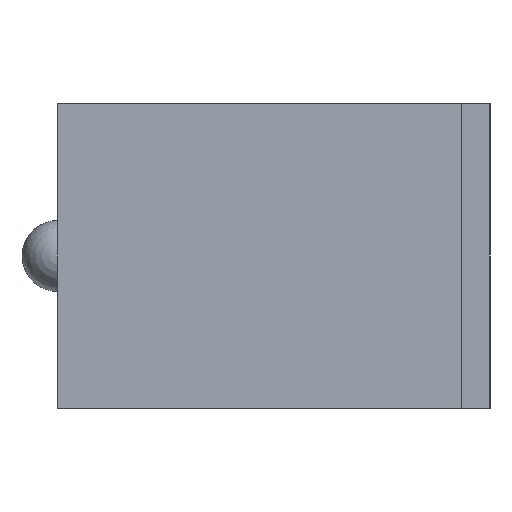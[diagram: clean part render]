
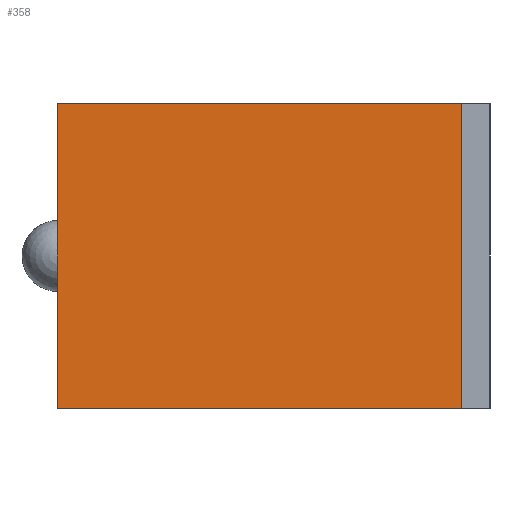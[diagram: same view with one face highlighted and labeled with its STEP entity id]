
A CAD part, left-side view. The second image highlights one B-rep face of the part: STEP entity #358.
In plain terms, the highlighted planar face has unit normal (-1, 0, 0).
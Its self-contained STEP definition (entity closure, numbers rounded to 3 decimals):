
#29 = LINE ( 'NONE', #496, #525 ) ;
#37 = EDGE_CURVE ( 'NONE', #700, #575, #536, .T. ) ;
#71 = CARTESIAN_POINT ( 'NONE',  ( 29.3, 30.5, 0. ) ) ;
#77 = DIRECTION ( 'NONE',  ( 0., -1., 0. ) ) ;
#134 = CARTESIAN_POINT ( 'NONE',  ( 29.3, 30.5, 21.5 ) ) ;
#206 = DIRECTION ( 'NONE',  ( 0., -1., 0. ) ) ;
#215 = DIRECTION ( 'NONE',  ( -1., 0., 0. ) ) ;
#265 = AXIS2_PLACEMENT_3D ( 'NONE', #71, #215, #727 ) ;
#306 = CARTESIAN_POINT ( 'NONE',  ( 29.3, 2., 0. ) ) ;
#319 = CARTESIAN_POINT ( 'NONE',  ( 29.3, 30.5, 21.5 ) ) ;
#326 = ORIENTED_EDGE ( 'NONE', *, *, #540, .F. ) ;
#330 = CARTESIAN_POINT ( 'NONE',  ( 29.3, 30.5, 0. ) ) ;
#339 = CARTESIAN_POINT ( 'NONE',  ( 29.3, 2., 21.5 ) ) ;
#341 = EDGE_CURVE ( 'NONE', #715, #575, #593, .T. ) ;
#358 = ADVANCED_FACE ( 'NONE', ( #659 ), #476, .T. ) ;
#382 = ORIENTED_EDGE ( 'NONE', *, *, #341, .F. ) ;
#402 = EDGE_LOOP ( 'NONE', ( #718, #382, #526, #326 ) ) ;
#443 = VECTOR ( 'NONE', #206, 1000. ) ;
#476 = PLANE ( 'NONE',  #265 ) ;
#496 = CARTESIAN_POINT ( 'NONE',  ( 29.3, 30.5, 0. ) ) ;
#505 = VECTOR ( 'NONE', #77, 1000. ) ;
#525 = VECTOR ( 'NONE', #613, 1000. ) ;
#526 = ORIENTED_EDGE ( 'NONE', *, *, #822, .F. ) ;
#528 = CARTESIAN_POINT ( 'NONE',  ( 29.3, 2., 0. ) ) ;
#536 = LINE ( 'NONE', #809, #505 ) ;
#540 = EDGE_CURVE ( 'NONE', #700, #631, #29, .T. ) ;
#575 = VERTEX_POINT ( 'NONE', #306 ) ;
#585 = LINE ( 'NONE', #134, #443 ) ;
#589 = DIRECTION ( 'NONE',  ( 0., 0., -1. ) ) ;
#593 = LINE ( 'NONE', #528, #771 ) ;
#613 = DIRECTION ( 'NONE',  ( 0., 0., 1. ) ) ;
#631 = VERTEX_POINT ( 'NONE', #319 ) ;
#659 = FACE_OUTER_BOUND ( 'NONE', #402, .T. ) ;
#700 = VERTEX_POINT ( 'NONE', #330 ) ;
#715 = VERTEX_POINT ( 'NONE', #339 ) ;
#718 = ORIENTED_EDGE ( 'NONE', *, *, #37, .T. ) ;
#727 = DIRECTION ( 'NONE',  ( 0., 0., 1. ) ) ;
#771 = VECTOR ( 'NONE', #589, 1000. ) ;
#809 = CARTESIAN_POINT ( 'NONE',  ( 29.3, 30.5, 0. ) ) ;
#822 = EDGE_CURVE ( 'NONE', #631, #715, #585, .T. ) ;
